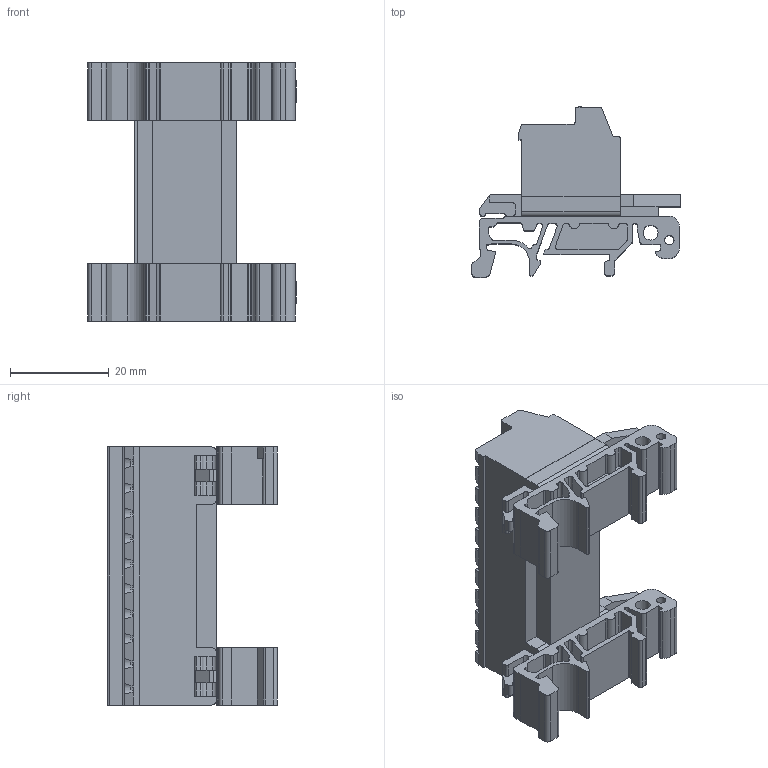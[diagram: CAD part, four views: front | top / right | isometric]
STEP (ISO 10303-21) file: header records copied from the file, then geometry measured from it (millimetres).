
FILE_DESCRIPTION((''),'2;1');
FILE_NAME('\13183.1_PK_TS_10_5,08_15.stp','2012-08-03T11:28:07',('svogel'),(''),'Autodesk Inventor 2011','Autodesk Inventor 2011','');
FILE_SCHEMA(('AUTOMOTIVE_DESIGN { 1 0 10303 214 1 1 1 1 }'));
Length unit declared in the file: millimetre
Products named in the file (1): PK_TS_10_5,08_15
Bounding box: 42.2 x 34.55 x 52.32 mm (x, y, z)
Volume: 20706.6 mm3; surface area: 15119.4 mm2
Topology: 1 solids, 1 shells, 1166 faces, 3084 edges, 1961 vertices
Faces by surface type: plane 750, cylinder 321, bspline 40, torus 30, cone 23, sphere 2
Full cylindrical faces by diameter (mm): 1.9 x2, 3 x2, 4 x20
Entity records: 36132 total; most frequent: CARTESIAN_POINT 7238, ORIENTED_EDGE 6020, DIRECTION 5996, EDGE_CURVE 3010, VECTOR 2118, LINE 2118, VERTEX_POINT 1941, AXIS2_PLACEMENT_3D 1939
